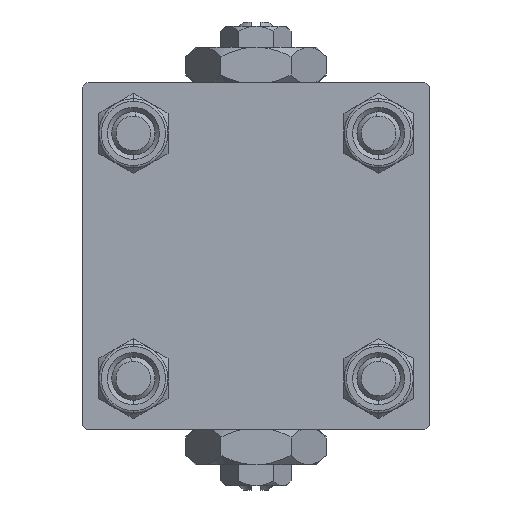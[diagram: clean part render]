
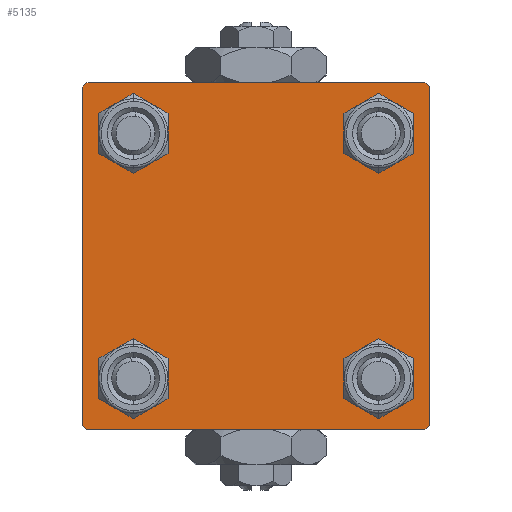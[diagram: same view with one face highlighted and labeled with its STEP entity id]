
A CAD part, left-side view. The second image highlights one B-rep face of the part: STEP entity #5135.
In plain terms, the highlighted planar face has unit normal (-1, 0, 0).
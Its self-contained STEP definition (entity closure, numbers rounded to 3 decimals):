
#148 = EDGE_CURVE ( 'NONE', #4731, #33857, #48113, .T. ) ;
#330 = CARTESIAN_POINT ( 'NONE',  ( 0., -19.5, 20. ) ) ;
#824 = CIRCLE ( 'NONE', #34098, 3. ) ;
#1379 = LINE ( 'NONE', #17406, #1724 ) ;
#1451 = EDGE_CURVE ( 'NONE', #13625, #28076, #49748, .T. ) ;
#1724 = VECTOR ( 'NONE', #24645, 1000. ) ;
#1832 = CARTESIAN_POINT ( 'NONE',  ( 0., -14.15, 17.15 ) ) ;
#2053 = EDGE_CURVE ( 'NONE', #28076, #13625, #19116, .T. ) ;
#2069 = AXIS2_PLACEMENT_3D ( 'NONE', #16968, #32984, #12429 ) ;
#2249 = VERTEX_POINT ( 'NONE', #20717 ) ;
#2574 = VERTEX_POINT ( 'NONE', #41185 ) ;
#3479 = LINE ( 'NONE', #15235, #52262 ) ;
#3691 = CARTESIAN_POINT ( 'NONE',  ( 0., -20., -19.5 ) ) ;
#4652 = DIRECTION ( 'NONE',  ( 0., 0.707, -0.707 ) ) ;
#4731 = VERTEX_POINT ( 'NONE', #19588 ) ;
#5135 = ADVANCED_FACE ( 'NONE', ( #52791, #36810, #32538, #45563, #48771 ), #16777, .T. ) ;
#5225 = AXIS2_PLACEMENT_3D ( 'NONE', #34929, #40240, #31185 ) ;
#5424 = EDGE_CURVE ( 'NONE', #27616, #19133, #43861, .T. ) ;
#5875 = VECTOR ( 'NONE', #41681, 1000. ) ;
#5917 = ORIENTED_EDGE ( 'NONE', *, *, #1451, .T. ) ;
#6006 = DIRECTION ( 'NONE',  ( 0., 0., 1. ) ) ;
#7285 = AXIS2_PLACEMENT_3D ( 'NONE', #9026, #28539, #25313 ) ;
#7307 = CARTESIAN_POINT ( 'NONE',  ( 0., 20., -20. ) ) ;
#8242 = ORIENTED_EDGE ( 'NONE', *, *, #52126, .T. ) ;
#8359 = CIRCLE ( 'NONE', #24608, 3. ) ;
#8797 = CARTESIAN_POINT ( 'NONE',  ( 0., 19.5, 20. ) ) ;
#9026 = CARTESIAN_POINT ( 'NONE',  ( 0., 0., 0. ) ) ;
#9214 = VECTOR ( 'NONE', #20121, 1000. ) ;
#9305 = EDGE_CURVE ( 'NONE', #35149, #46047, #39537, .T. ) ;
#9621 = VERTEX_POINT ( 'NONE', #3691 ) ;
#10417 = DIRECTION ( 'NONE',  ( 0., 0., 1. ) ) ;
#10994 = CARTESIAN_POINT ( 'NONE',  ( 0., 14.15, -14.15 ) ) ;
#12143 = LINE ( 'NONE', #16943, #39037 ) ;
#12429 = DIRECTION ( 'NONE',  ( 0., 0., 1. ) ) ;
#12950 = ORIENTED_EDGE ( 'NONE', *, *, #31374, .T. ) ;
#13132 = LINE ( 'NONE', #17149, #5875 ) ;
#13625 = VERTEX_POINT ( 'NONE', #34925 ) ;
#13772 = CIRCLE ( 'NONE', #5225, 3. ) ;
#14553 = CARTESIAN_POINT ( 'NONE',  ( 0., -14.15, -17.15 ) ) ;
#14894 = LINE ( 'NONE', #31183, #31537 ) ;
#15235 = CARTESIAN_POINT ( 'NONE',  ( 0., -19.75, -19.75 ) ) ;
#15474 = EDGE_LOOP ( 'NONE', ( #24192, #37560 ) ) ;
#16409 = CARTESIAN_POINT ( 'NONE',  ( 0., -19.5, -20. ) ) ;
#16777 = PLANE ( 'NONE',  #7285 ) ;
#16943 = CARTESIAN_POINT ( 'NONE',  ( 0., 19.75, 19.75 ) ) ;
#16968 = CARTESIAN_POINT ( 'NONE',  ( 0., 14.15, 14.15 ) ) ;
#17149 = CARTESIAN_POINT ( 'NONE',  ( 0., -19.75, 19.75 ) ) ;
#17406 = CARTESIAN_POINT ( 'NONE',  ( 0., 20., 20. ) ) ;
#17815 = CARTESIAN_POINT ( 'NONE',  ( 0., 14.15, 14.15 ) ) ;
#17819 = ORIENTED_EDGE ( 'NONE', *, *, #148, .T. ) ;
#18160 = DIRECTION ( 'NONE',  ( 1., 0., 0. ) ) ;
#19116 = CIRCLE ( 'NONE', #29348, 3. ) ;
#19133 = VERTEX_POINT ( 'NONE', #16409 ) ;
#19308 = DIRECTION ( 'NONE',  ( 1., 0., 0. ) ) ;
#19578 = CIRCLE ( 'NONE', #27246, 3. ) ;
#19588 = CARTESIAN_POINT ( 'NONE',  ( 0., 14.15, -17.15 ) ) ;
#19610 = EDGE_CURVE ( 'NONE', #46047, #27616, #14894, .T. ) ;
#19788 = DIRECTION ( 'NONE',  ( 0., 0., -1. ) ) ;
#20082 = DIRECTION ( 'NONE',  ( 1., 0., 0. ) ) ;
#20121 = DIRECTION ( 'NONE',  ( 0., 0., -1. ) ) ;
#20522 = ORIENTED_EDGE ( 'NONE', *, *, #44671, .T. ) ;
#20624 = CARTESIAN_POINT ( 'NONE',  ( 0., -14.15, -14.15 ) ) ;
#20717 = CARTESIAN_POINT ( 'NONE',  ( 0., -14.15, 11.15 ) ) ;
#22221 = DIRECTION ( 'NONE',  ( 0., 0., 1. ) ) ;
#22421 = CARTESIAN_POINT ( 'NONE',  ( 0., -14.15, 14.15 ) ) ;
#23681 = EDGE_CURVE ( 'NONE', #33857, #4731, #40599, .T. ) ;
#24192 = ORIENTED_EDGE ( 'NONE', *, *, #40219, .T. ) ;
#24608 = AXIS2_PLACEMENT_3D ( 'NONE', #20624, #20082, #36368 ) ;
#24645 = DIRECTION ( 'NONE',  ( 0., -1., 0. ) ) ;
#25031 = ORIENTED_EDGE ( 'NONE', *, *, #5424, .T. ) ;
#25313 = DIRECTION ( 'NONE',  ( 0., 0., 1. ) ) ;
#26315 = CARTESIAN_POINT ( 'NONE',  ( 0., 14.15, -14.15 ) ) ;
#27246 = AXIS2_PLACEMENT_3D ( 'NONE', #22421, #18160, #10417 ) ;
#27616 = VERTEX_POINT ( 'NONE', #27855 ) ;
#27855 = CARTESIAN_POINT ( 'NONE',  ( 0., 19.5, -20. ) ) ;
#28076 = VERTEX_POINT ( 'NONE', #42393 ) ;
#28156 = CARTESIAN_POINT ( 'NONE',  ( 0., -20., 20. ) ) ;
#28539 = DIRECTION ( 'NONE',  ( -1., 0., 0. ) ) ;
#28564 = EDGE_CURVE ( 'NONE', #42754, #35149, #12143, .T. ) ;
#28896 = VERTEX_POINT ( 'NONE', #330 ) ;
#28923 = EDGE_CURVE ( 'NONE', #50483, #2574, #8359, .T. ) ;
#29348 = AXIS2_PLACEMENT_3D ( 'NONE', #17815, #42348, #34113 ) ;
#30621 = ORIENTED_EDGE ( 'NONE', *, *, #36744, .F. ) ;
#31084 = AXIS2_PLACEMENT_3D ( 'NONE', #26315, #42573, #6006 ) ;
#31183 = CARTESIAN_POINT ( 'NONE',  ( 0., 19.75, -19.75 ) ) ;
#31185 = DIRECTION ( 'NONE',  ( 0., 0., 1. ) ) ;
#31374 = EDGE_CURVE ( 'NONE', #51687, #2249, #19578, .T. ) ;
#31448 = ORIENTED_EDGE ( 'NONE', *, *, #28564, .T. ) ;
#31537 = VECTOR ( 'NONE', #51169, 1000. ) ;
#31780 = CARTESIAN_POINT ( 'NONE',  ( 0., 14.15, -11.15 ) ) ;
#32026 = VECTOR ( 'NONE', #51335, 1000. ) ;
#32538 = FACE_BOUND ( 'NONE', #41327, .T. ) ;
#32671 = LINE ( 'NONE', #28156, #9214 ) ;
#32984 = DIRECTION ( 'NONE',  ( 1., 0., 0. ) ) ;
#33467 = ORIENTED_EDGE ( 'NONE', *, *, #9305, .T. ) ;
#33795 = AXIS2_PLACEMENT_3D ( 'NONE', #10994, #39025, #22221 ) ;
#33857 = VERTEX_POINT ( 'NONE', #31780 ) ;
#34098 = AXIS2_PLACEMENT_3D ( 'NONE', #47571, #19308, #43585 ) ;
#34113 = DIRECTION ( 'NONE',  ( 0., 0., 1. ) ) ;
#34925 = CARTESIAN_POINT ( 'NONE',  ( 0., 14.15, 17.15 ) ) ;
#34929 = CARTESIAN_POINT ( 'NONE',  ( 0., -14.15, -14.15 ) ) ;
#35014 = CARTESIAN_POINT ( 'NONE',  ( 0., -20., 19.5 ) ) ;
#35149 = VERTEX_POINT ( 'NONE', #43964 ) ;
#35572 = VECTOR ( 'NONE', #19788, 1000. ) ;
#35742 = EDGE_CURVE ( 'NONE', #2249, #51687, #824, .T. ) ;
#36094 = ORIENTED_EDGE ( 'NONE', *, *, #35742, .T. ) ;
#36368 = DIRECTION ( 'NONE',  ( 0., 0., 1. ) ) ;
#36409 = ORIENTED_EDGE ( 'NONE', *, *, #49810, .F. ) ;
#36744 = EDGE_CURVE ( 'NONE', #42754, #28896, #1379, .T. ) ;
#36810 = FACE_BOUND ( 'NONE', #15474, .T. ) ;
#36889 = VERTEX_POINT ( 'NONE', #35014 ) ;
#37560 = ORIENTED_EDGE ( 'NONE', *, *, #28923, .T. ) ;
#37912 = ORIENTED_EDGE ( 'NONE', *, *, #2053, .T. ) ;
#39025 = DIRECTION ( 'NONE',  ( 1., 0., 0. ) ) ;
#39037 = VECTOR ( 'NONE', #4652, 1000. ) ;
#39537 = LINE ( 'NONE', #47253, #35572 ) ;
#40219 = EDGE_CURVE ( 'NONE', #2574, #50483, #13772, .T. ) ;
#40240 = DIRECTION ( 'NONE',  ( 1., 0., 0. ) ) ;
#40599 = CIRCLE ( 'NONE', #33795, 3. ) ;
#41185 = CARTESIAN_POINT ( 'NONE',  ( 0., -14.15, -11.15 ) ) ;
#41327 = EDGE_LOOP ( 'NONE', ( #42097, #17819 ) ) ;
#41681 = DIRECTION ( 'NONE',  ( 0., 0.707, 0.707 ) ) ;
#42097 = ORIENTED_EDGE ( 'NONE', *, *, #23681, .T. ) ;
#42348 = DIRECTION ( 'NONE',  ( 1., 0., 0. ) ) ;
#42393 = CARTESIAN_POINT ( 'NONE',  ( 0., 14.15, 11.15 ) ) ;
#42573 = DIRECTION ( 'NONE',  ( 1., 0., 0. ) ) ;
#42754 = VERTEX_POINT ( 'NONE', #8797 ) ;
#43585 = DIRECTION ( 'NONE',  ( 0., 0., 1. ) ) ;
#43861 = LINE ( 'NONE', #7307, #32026 ) ;
#43964 = CARTESIAN_POINT ( 'NONE',  ( 0., 20., 19.5 ) ) ;
#44300 = DIRECTION ( 'NONE',  ( 0., -0.707, 0.707 ) ) ;
#44671 = EDGE_CURVE ( 'NONE', #19133, #9621, #3479, .T. ) ;
#45563 = FACE_BOUND ( 'NONE', #51462, .T. ) ;
#46047 = VERTEX_POINT ( 'NONE', #51585 ) ;
#47253 = CARTESIAN_POINT ( 'NONE',  ( 0., 20., 20. ) ) ;
#47571 = CARTESIAN_POINT ( 'NONE',  ( 0., -14.15, 14.15 ) ) ;
#48113 = CIRCLE ( 'NONE', #31084, 3. ) ;
#48254 = EDGE_LOOP ( 'NONE', ( #12950, #36094 ) ) ;
#48771 = FACE_OUTER_BOUND ( 'NONE', #52218, .T. ) ;
#49748 = CIRCLE ( 'NONE', #2069, 3. ) ;
#49810 = EDGE_CURVE ( 'NONE', #36889, #9621, #32671, .T. ) ;
#50483 = VERTEX_POINT ( 'NONE', #14553 ) ;
#51169 = DIRECTION ( 'NONE',  ( 0., -0.707, -0.707 ) ) ;
#51335 = DIRECTION ( 'NONE',  ( 0., -1., 0. ) ) ;
#51462 = EDGE_LOOP ( 'NONE', ( #5917, #37912 ) ) ;
#51585 = CARTESIAN_POINT ( 'NONE',  ( 0., 20., -19.5 ) ) ;
#51687 = VERTEX_POINT ( 'NONE', #1832 ) ;
#52119 = ORIENTED_EDGE ( 'NONE', *, *, #19610, .T. ) ;
#52126 = EDGE_CURVE ( 'NONE', #36889, #28896, #13132, .T. ) ;
#52218 = EDGE_LOOP ( 'NONE', ( #33467, #52119, #25031, #20522, #36409, #8242, #30621, #31448 ) ) ;
#52262 = VECTOR ( 'NONE', #44300, 1000. ) ;
#52791 = FACE_BOUND ( 'NONE', #48254, .T. ) ;
